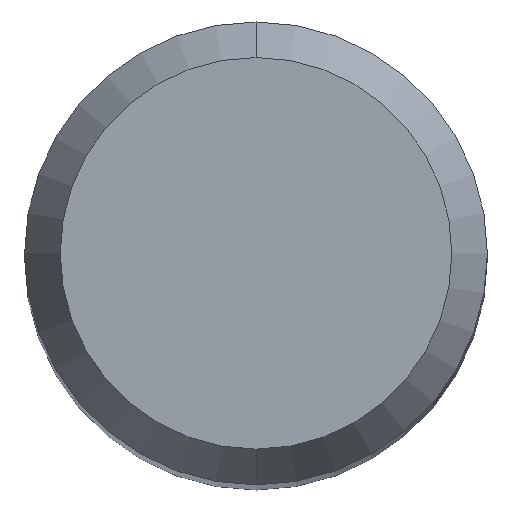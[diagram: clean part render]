
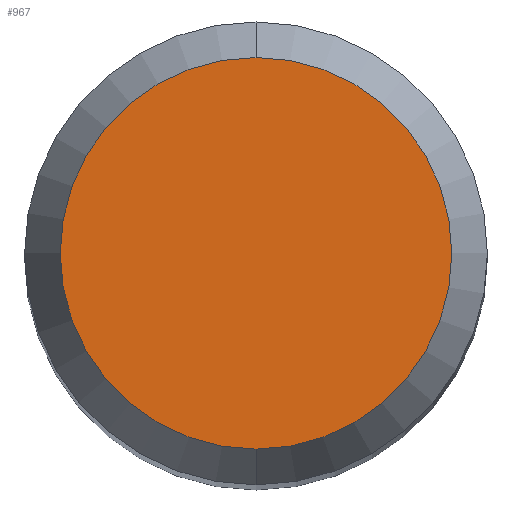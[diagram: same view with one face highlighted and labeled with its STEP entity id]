
A CAD part, top view. The second image highlights one B-rep face of the part: STEP entity #967.
In plain terms, the highlighted planar face has unit normal (0, 0, 1).
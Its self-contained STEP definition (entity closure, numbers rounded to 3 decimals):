
#777=VERTEX_POINT('',#1701);
#841=VERTEX_POINT('',#1774);
#865=EDGE_CURVE('',#777,#841,#1799,.T.);
#967=ADVANCED_FACE('',(#1909),#1910,.T.);
#981=EDGE_CURVE('',#841,#777,#1926,.T.);
#1701=CARTESIAN_POINT('',(0.,-2.538,0.0));
#1774=CARTESIAN_POINT('',(0.0,2.538,0.0));
#1799=CIRCLE('',#5156,2.538);
#1909=FACE_OUTER_BOUND('',#5478,.T.);
#1910=PLANE('',#5479);
#1926=CIRCLE('',#5520,2.538);
#5156=AXIS2_PLACEMENT_3D('',#8636,#8637,#8638);
#5478=EDGE_LOOP('',(#8760,#8761));
#5479=AXIS2_PLACEMENT_3D('',#8762,#8763,#8764);
#5520=AXIS2_PLACEMENT_3D('',#8783,#8784,#8785);
#8636=CARTESIAN_POINT('',(0.0,0.0,0.0));
#8637=DIRECTION('',(0.0,0.0,-1.0));
#8638=DIRECTION('',(0.0,1.0,0.0));
#8760=ORIENTED_EDGE('',*,*,#981,.F.);
#8761=ORIENTED_EDGE('',*,*,#865,.F.);
#8762=CARTESIAN_POINT('',(0.0,1.269,0.0));
#8763=DIRECTION('',(-0.0,0.0,1.0));
#8764=DIRECTION('',(0.0,-1.0,0.0));
#8783=CARTESIAN_POINT('',(0.0,0.0,0.0));
#8784=DIRECTION('',(0.0,0.0,-1.0));
#8785=DIRECTION('',(0.0,1.0,0.0));
